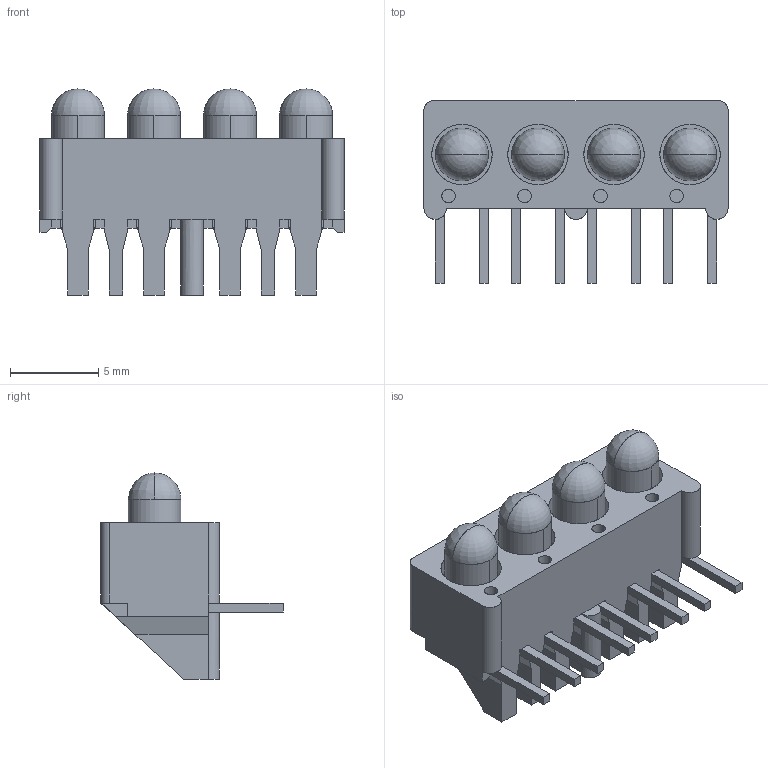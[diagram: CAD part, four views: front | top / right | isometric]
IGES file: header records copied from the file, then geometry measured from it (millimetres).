
Start section: SolidWorks IGES file using analytic representation for surfaces
Global section: file name: 5360F_Series.IGS; native system: SolidWorks 2018; preprocessor: SolidWorks 2018; author: chwang; date: 190613.094404; units: foot
Bounding box: 17.27 x 10.35 x 11.71 mm (x, y, z)
Surface area: 1281.7 mm2 (no closed solid volume)
Topology: 0 solids, 0 shells, 351 faces, 2704 edges, 2696 vertices
Faces by surface type: bspline 306, revolution 45
